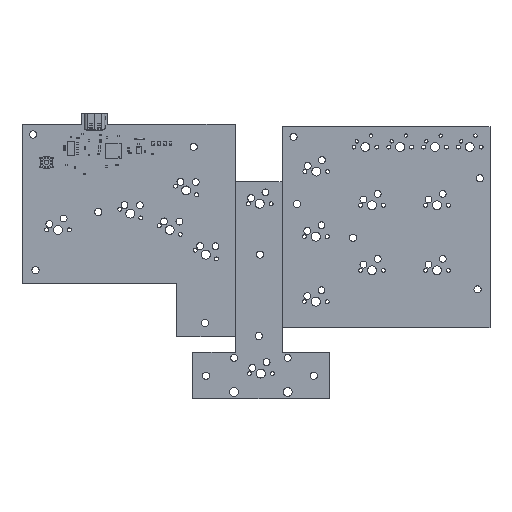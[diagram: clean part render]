
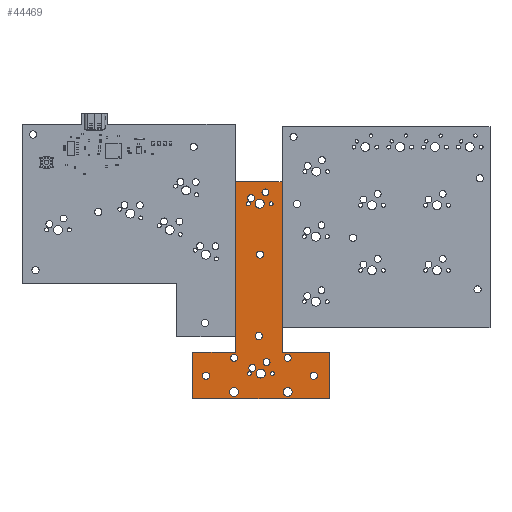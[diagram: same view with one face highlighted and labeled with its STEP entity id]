
A CAD part, top view. The second image highlights one B-rep face of the part: STEP entity #44469.
In plain terms, the highlighted planar face has unit normal (0, 0, 1).
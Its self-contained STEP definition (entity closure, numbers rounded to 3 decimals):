
#44127 = VERTEX_POINT('',#44128);
#44128 = CARTESIAN_POINT('',(159.86,-126.5,1.6));
#44134 = EDGE_CURVE('',#44127,#44135,#44137,.T.);
#44135 = VERTEX_POINT('',#44136);
#44136 = CARTESIAN_POINT('',(181.,-126.5,1.6));
#44137 = LINE('',#44138,#44139);
#44138 = CARTESIAN_POINT('',(159.86,-126.5,1.6));
#44139 = VECTOR('',#44140,1.);
#44140 = DIRECTION('',(1.,0.,0.));
#44167 = VERTEX_POINT('',#44168);
#44168 = CARTESIAN_POINT('',(159.86,-50.5,1.6));
#44174 = EDGE_CURVE('',#44167,#44127,#44175,.T.);
#44175 = LINE('',#44176,#44177);
#44176 = CARTESIAN_POINT('',(159.86,-50.5,1.6));
#44177 = VECTOR('',#44178,1.);
#44178 = DIRECTION('',(0.,-1.,0.));
#44196 = EDGE_CURVE('',#44135,#44197,#44199,.T.);
#44197 = VERTEX_POINT('',#44198);
#44198 = CARTESIAN_POINT('',(181.,-147.25,1.6));
#44199 = LINE('',#44200,#44201);
#44200 = CARTESIAN_POINT('',(181.,-126.5,1.6));
#44201 = VECTOR('',#44202,1.);
#44202 = DIRECTION('',(0.,-1.,0.));
#44469 = ADVANCED_FACE('',(#44470,#44513,#44524,#44535,#44546,#44557,
    #44568,#44579,#44590,#44601,#44612,#44623,#44634,#44645,#44656,
    #44667,#44678,#44689,#44700),#44711,.T.);
#44470 = FACE_BOUND('',#44471,.T.);
#44471 = EDGE_LOOP('',(#44472,#44473,#44474,#44482,#44490,#44498,#44506,
    #44512));
#44472 = ORIENTED_EDGE('',*,*,#44134,.F.);
#44473 = ORIENTED_EDGE('',*,*,#44174,.F.);
#44474 = ORIENTED_EDGE('',*,*,#44475,.F.);
#44475 = EDGE_CURVE('',#44476,#44167,#44478,.T.);
#44476 = VERTEX_POINT('',#44477);
#44477 = CARTESIAN_POINT('',(139.15,-50.5,1.6));
#44478 = LINE('',#44479,#44480);
#44479 = CARTESIAN_POINT('',(139.15,-50.5,1.6));
#44480 = VECTOR('',#44481,1.);
#44481 = DIRECTION('',(1.,0.,0.));
#44482 = ORIENTED_EDGE('',*,*,#44483,.F.);
#44483 = EDGE_CURVE('',#44484,#44476,#44486,.T.);
#44484 = VERTEX_POINT('',#44485);
#44485 = CARTESIAN_POINT('',(139.15,-126.5,1.6));
#44486 = LINE('',#44487,#44488);
#44487 = CARTESIAN_POINT('',(139.15,-126.5,1.6));
#44488 = VECTOR('',#44489,1.);
#44489 = DIRECTION('',(0.,1.,0.));
#44490 = ORIENTED_EDGE('',*,*,#44491,.F.);
#44491 = EDGE_CURVE('',#44492,#44484,#44494,.T.);
#44492 = VERTEX_POINT('',#44493);
#44493 = CARTESIAN_POINT('',(120.,-126.5,1.6));
#44494 = LINE('',#44495,#44496);
#44495 = CARTESIAN_POINT('',(120.,-126.5,1.6));
#44496 = VECTOR('',#44497,1.);
#44497 = DIRECTION('',(1.,0.,0.));
#44498 = ORIENTED_EDGE('',*,*,#44499,.F.);
#44499 = EDGE_CURVE('',#44500,#44492,#44502,.T.);
#44500 = VERTEX_POINT('',#44501);
#44501 = CARTESIAN_POINT('',(120.,-147.25,1.6));
#44502 = LINE('',#44503,#44504);
#44503 = CARTESIAN_POINT('',(120.,-147.25,1.6));
#44504 = VECTOR('',#44505,1.);
#44505 = DIRECTION('',(0.,1.,0.));
#44506 = ORIENTED_EDGE('',*,*,#44507,.F.);
#44507 = EDGE_CURVE('',#44197,#44500,#44508,.T.);
#44508 = LINE('',#44509,#44510);
#44509 = CARTESIAN_POINT('',(181.,-147.25,1.6));
#44510 = VECTOR('',#44511,1.);
#44511 = DIRECTION('',(-1.,0.,0.));
#44512 = ORIENTED_EDGE('',*,*,#44196,.F.);
#44513 = FACE_BOUND('',#44514,.T.);
#44514 = EDGE_LOOP('',(#44515));
#44515 = ORIENTED_EDGE('',*,*,#44516,.T.);
#44516 = EDGE_CURVE('',#44517,#44517,#44519,.T.);
#44517 = VERTEX_POINT('',#44518);
#44518 = CARTESIAN_POINT('',(126.,-138.6,1.6));
#44519 = CIRCLE('',#44520,1.6);
#44520 = AXIS2_PLACEMENT_3D('',#44521,#44522,#44523);
#44521 = CARTESIAN_POINT('',(126.,-137.,1.6));
#44522 = DIRECTION('',(-0.,0.,-1.));
#44523 = DIRECTION('',(-0.,-1.,0.));
#44524 = FACE_BOUND('',#44525,.T.);
#44525 = EDGE_LOOP('',(#44526));
#44526 = ORIENTED_EDGE('',*,*,#44527,.T.);
#44527 = EDGE_CURVE('',#44528,#44528,#44530,.T.);
#44528 = VERTEX_POINT('',#44529);
#44529 = CARTESIAN_POINT('',(138.502,-146.229,1.6));
#44530 = CIRCLE('',#44531,1.994);
#44531 = AXIS2_PLACEMENT_3D('',#44532,#44533,#44534);
#44532 = CARTESIAN_POINT('',(138.502,-144.235,1.6));
#44533 = DIRECTION('',(-0.,0.,-1.));
#44534 = DIRECTION('',(-0.,-1.,0.));
#44535 = FACE_BOUND('',#44536,.T.);
#44536 = EDGE_LOOP('',(#44537));
#44537 = ORIENTED_EDGE('',*,*,#44538,.T.);
#44538 = EDGE_CURVE('',#44539,#44539,#44541,.T.);
#44539 = VERTEX_POINT('',#44540);
#44540 = CARTESIAN_POINT('',(145.36,-136.885,1.6));
#44541 = CIRCLE('',#44542,0.875);
#44542 = AXIS2_PLACEMENT_3D('',#44543,#44544,#44545);
#44543 = CARTESIAN_POINT('',(145.36,-136.01,1.6));
#44544 = DIRECTION('',(-0.,0.,-1.));
#44545 = DIRECTION('',(-0.,-1.,0.));
#44546 = FACE_BOUND('',#44547,.T.);
#44547 = EDGE_LOOP('',(#44548));
#44548 = ORIENTED_EDGE('',*,*,#44549,.T.);
#44549 = EDGE_CURVE('',#44550,#44550,#44552,.T.);
#44550 = VERTEX_POINT('',#44551);
#44551 = CARTESIAN_POINT('',(138.502,-130.549,1.6));
#44552 = CIRCLE('',#44553,1.524);
#44553 = AXIS2_PLACEMENT_3D('',#44554,#44555,#44556);
#44554 = CARTESIAN_POINT('',(138.502,-129.025,1.6));
#44555 = DIRECTION('',(-0.,0.,-1.));
#44556 = DIRECTION('',(-0.,-1.,0.));
#44557 = FACE_BOUND('',#44558,.T.);
#44558 = EDGE_LOOP('',(#44559));
#44559 = ORIENTED_EDGE('',*,*,#44560,.T.);
#44560 = EDGE_CURVE('',#44561,#44561,#44563,.T.);
#44561 = VERTEX_POINT('',#44562);
#44562 = CARTESIAN_POINT('',(146.63,-134.995,1.6));
#44563 = CIRCLE('',#44564,1.525);
#44564 = AXIS2_PLACEMENT_3D('',#44565,#44566,#44567);
#44565 = CARTESIAN_POINT('',(146.63,-133.47,1.6));
#44566 = DIRECTION('',(-0.,0.,-1.));
#44567 = DIRECTION('',(-0.,-1.,0.));
#44568 = FACE_BOUND('',#44569,.T.);
#44569 = EDGE_LOOP('',(#44570));
#44570 = ORIENTED_EDGE('',*,*,#44571,.T.);
#44571 = EDGE_CURVE('',#44572,#44572,#44574,.T.);
#44572 = VERTEX_POINT('',#44573);
#44573 = CARTESIAN_POINT('',(149.5,-120.85,1.6));
#44574 = CIRCLE('',#44575,1.6);
#44575 = AXIS2_PLACEMENT_3D('',#44576,#44577,#44578);
#44576 = CARTESIAN_POINT('',(149.5,-119.25,1.6));
#44577 = DIRECTION('',(-0.,0.,-1.));
#44578 = DIRECTION('',(-0.,-1.,0.));
#44579 = FACE_BOUND('',#44580,.T.);
#44580 = EDGE_LOOP('',(#44581));
#44581 = ORIENTED_EDGE('',*,*,#44582,.T.);
#44582 = EDGE_CURVE('',#44583,#44583,#44585,.T.);
#44583 = VERTEX_POINT('',#44584);
#44584 = CARTESIAN_POINT('',(150.44,-138.01,1.6));
#44585 = CIRCLE('',#44586,2.);
#44586 = AXIS2_PLACEMENT_3D('',#44587,#44588,#44589);
#44587 = CARTESIAN_POINT('',(150.44,-136.01,1.6));
#44588 = DIRECTION('',(-0.,0.,-1.));
#44589 = DIRECTION('',(-0.,-1.,0.));
#44590 = FACE_BOUND('',#44591,.T.);
#44591 = EDGE_LOOP('',(#44592));
#44592 = ORIENTED_EDGE('',*,*,#44593,.T.);
#44593 = EDGE_CURVE('',#44594,#44594,#44596,.T.);
#44594 = VERTEX_POINT('',#44595);
#44595 = CARTESIAN_POINT('',(155.52,-136.885,1.6));
#44596 = CIRCLE('',#44597,0.875);
#44597 = AXIS2_PLACEMENT_3D('',#44598,#44599,#44600);
#44598 = CARTESIAN_POINT('',(155.52,-136.01,1.6));
#44599 = DIRECTION('',(-0.,0.,-1.));
#44600 = DIRECTION('',(-0.,-1.,0.));
#44601 = FACE_BOUND('',#44602,.T.);
#44602 = EDGE_LOOP('',(#44603));
#44603 = ORIENTED_EDGE('',*,*,#44604,.T.);
#44604 = EDGE_CURVE('',#44605,#44605,#44607,.T.);
#44605 = VERTEX_POINT('',#44606);
#44606 = CARTESIAN_POINT('',(162.378,-146.229,1.6));
#44607 = CIRCLE('',#44608,1.994);
#44608 = AXIS2_PLACEMENT_3D('',#44609,#44610,#44611);
#44609 = CARTESIAN_POINT('',(162.378,-144.235,1.6));
#44610 = DIRECTION('',(-0.,0.,-1.));
#44611 = DIRECTION('',(-0.,-1.,0.));
#44612 = FACE_BOUND('',#44613,.T.);
#44613 = EDGE_LOOP('',(#44614));
#44614 = ORIENTED_EDGE('',*,*,#44615,.T.);
#44615 = EDGE_CURVE('',#44616,#44616,#44618,.T.);
#44616 = VERTEX_POINT('',#44617);
#44617 = CARTESIAN_POINT('',(152.98,-132.455,1.6));
#44618 = CIRCLE('',#44619,1.525);
#44619 = AXIS2_PLACEMENT_3D('',#44620,#44621,#44622);
#44620 = CARTESIAN_POINT('',(152.98,-130.93,1.6));
#44621 = DIRECTION('',(-0.,0.,-1.));
#44622 = DIRECTION('',(0.,-1.,0.));
#44623 = FACE_BOUND('',#44624,.T.);
#44624 = EDGE_LOOP('',(#44625));
#44625 = ORIENTED_EDGE('',*,*,#44626,.T.);
#44626 = EDGE_CURVE('',#44627,#44627,#44629,.T.);
#44627 = VERTEX_POINT('',#44628);
#44628 = CARTESIAN_POINT('',(162.378,-130.549,1.6));
#44629 = CIRCLE('',#44630,1.524);
#44630 = AXIS2_PLACEMENT_3D('',#44631,#44632,#44633);
#44631 = CARTESIAN_POINT('',(162.378,-129.025,1.6));
#44632 = DIRECTION('',(-0.,0.,-1.));
#44633 = DIRECTION('',(-0.,-1.,0.));
#44634 = FACE_BOUND('',#44635,.T.);
#44635 = EDGE_LOOP('',(#44636));
#44636 = ORIENTED_EDGE('',*,*,#44637,.T.);
#44637 = EDGE_CURVE('',#44638,#44638,#44640,.T.);
#44638 = VERTEX_POINT('',#44639);
#44639 = CARTESIAN_POINT('',(174.,-138.6,1.6));
#44640 = CIRCLE('',#44641,1.6);
#44641 = AXIS2_PLACEMENT_3D('',#44642,#44643,#44644);
#44642 = CARTESIAN_POINT('',(174.,-137.,1.6));
#44643 = DIRECTION('',(-0.,0.,-1.));
#44644 = DIRECTION('',(-0.,-1.,0.));
#44645 = FACE_BOUND('',#44646,.T.);
#44646 = EDGE_LOOP('',(#44647));
#44647 = ORIENTED_EDGE('',*,*,#44648,.T.);
#44648 = EDGE_CURVE('',#44649,#44649,#44651,.T.);
#44649 = VERTEX_POINT('',#44650);
#44650 = CARTESIAN_POINT('',(144.836,-61.229,1.6));
#44651 = CIRCLE('',#44652,0.875);
#44652 = AXIS2_PLACEMENT_3D('',#44653,#44654,#44655);
#44653 = CARTESIAN_POINT('',(144.836,-60.354,1.6));
#44654 = DIRECTION('',(-0.,0.,-1.));
#44655 = DIRECTION('',(-0.,-1.,0.));
#44656 = FACE_BOUND('',#44657,.T.);
#44657 = EDGE_LOOP('',(#44658));
#44658 = ORIENTED_EDGE('',*,*,#44659,.T.);
#44659 = EDGE_CURVE('',#44660,#44660,#44662,.T.);
#44660 = VERTEX_POINT('',#44661);
#44661 = CARTESIAN_POINT('',(149.916,-62.354,1.6));
#44662 = CIRCLE('',#44663,2.);
#44663 = AXIS2_PLACEMENT_3D('',#44664,#44665,#44666);
#44664 = CARTESIAN_POINT('',(149.916,-60.354,1.6));
#44665 = DIRECTION('',(-0.,0.,-1.));
#44666 = DIRECTION('',(-0.,-1.,0.));
#44667 = FACE_BOUND('',#44668,.T.);
#44668 = EDGE_LOOP('',(#44669));
#44669 = ORIENTED_EDGE('',*,*,#44670,.T.);
#44670 = EDGE_CURVE('',#44671,#44671,#44673,.T.);
#44671 = VERTEX_POINT('',#44672);
#44672 = CARTESIAN_POINT('',(146.106,-59.339,1.6));
#44673 = CIRCLE('',#44674,1.525);
#44674 = AXIS2_PLACEMENT_3D('',#44675,#44676,#44677);
#44675 = CARTESIAN_POINT('',(146.106,-57.814,1.6));
#44676 = DIRECTION('',(-0.,0.,-1.));
#44677 = DIRECTION('',(-0.,-1.,0.));
#44678 = FACE_BOUND('',#44679,.T.);
#44679 = EDGE_LOOP('',(#44680));
#44680 = ORIENTED_EDGE('',*,*,#44681,.T.);
#44681 = EDGE_CURVE('',#44682,#44682,#44684,.T.);
#44682 = VERTEX_POINT('',#44683);
#44683 = CARTESIAN_POINT('',(150.,-84.6,1.6));
#44684 = CIRCLE('',#44685,1.6);
#44685 = AXIS2_PLACEMENT_3D('',#44686,#44687,#44688);
#44686 = CARTESIAN_POINT('',(150.,-83.,1.6));
#44687 = DIRECTION('',(-0.,0.,-1.));
#44688 = DIRECTION('',(-0.,-1.,0.));
#44689 = FACE_BOUND('',#44690,.T.);
#44690 = EDGE_LOOP('',(#44691));
#44691 = ORIENTED_EDGE('',*,*,#44692,.T.);
#44692 = EDGE_CURVE('',#44693,#44693,#44695,.T.);
#44693 = VERTEX_POINT('',#44694);
#44694 = CARTESIAN_POINT('',(154.996,-61.229,1.6));
#44695 = CIRCLE('',#44696,0.875);
#44696 = AXIS2_PLACEMENT_3D('',#44697,#44698,#44699);
#44697 = CARTESIAN_POINT('',(154.996,-60.354,1.6));
#44698 = DIRECTION('',(-0.,0.,-1.));
#44699 = DIRECTION('',(-0.,-1.,0.));
#44700 = FACE_BOUND('',#44701,.T.);
#44701 = EDGE_LOOP('',(#44702));
#44702 = ORIENTED_EDGE('',*,*,#44703,.T.);
#44703 = EDGE_CURVE('',#44704,#44704,#44706,.T.);
#44704 = VERTEX_POINT('',#44705);
#44705 = CARTESIAN_POINT('',(152.456,-56.799,1.6));
#44706 = CIRCLE('',#44707,1.525);
#44707 = AXIS2_PLACEMENT_3D('',#44708,#44709,#44710);
#44708 = CARTESIAN_POINT('',(152.456,-55.274,1.6));
#44709 = DIRECTION('',(-0.,0.,-1.));
#44710 = DIRECTION('',(-0.,-1.,0.));
#44711 = PLANE('',#44712);
#44712 = AXIS2_PLACEMENT_3D('',#44713,#44714,#44715);
#44713 = CARTESIAN_POINT('',(0.,0.,1.6));
#44714 = DIRECTION('',(0.,0.,1.));
#44715 = DIRECTION('',(1.,0.,-0.));
